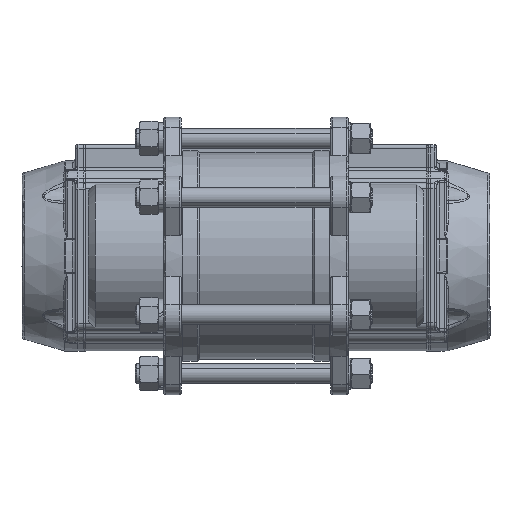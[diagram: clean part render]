
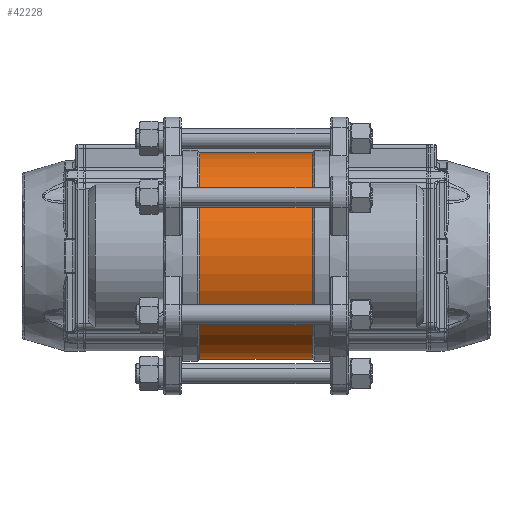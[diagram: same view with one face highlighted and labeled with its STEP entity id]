
A CAD part, front view. The second image highlights one B-rep face of the part: STEP entity #42228.
In plain terms, the highlighted cylindrical face has radius 83 mm (diameter 166 mm), a partial arc.
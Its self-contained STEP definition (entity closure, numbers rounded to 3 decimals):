
#3647=CIRCLE('',#45429,83.);
#3649=CIRCLE('',#45432,83.);
#5488=CYLINDRICAL_SURFACE('',#45434,83.);
#7740=ORIENTED_EDGE('',*,*,#20034,.F.);
#7741=ORIENTED_EDGE('',*,*,#20031,.T.);
#7742=ORIENTED_EDGE('',*,*,#20035,.T.);
#7743=ORIENTED_EDGE('',*,*,#20027,.F.);
#20027=EDGE_CURVE('',#26223,#26225,#3647,.T.);
#20031=EDGE_CURVE('',#26229,#26227,#3649,.T.);
#20034=EDGE_CURVE('',#26229,#26223,#30091,.T.);
#20035=EDGE_CURVE('',#26227,#26225,#30092,.T.);
#26223=VERTEX_POINT('',#78338);
#26225=VERTEX_POINT('',#78341);
#26227=VERTEX_POINT('',#78347);
#26229=VERTEX_POINT('',#78350);
#30091=LINE('',#78355,#32528);
#30092=LINE('',#78356,#32529);
#32528=VECTOR('',#50312,1000.);
#32529=VECTOR('',#50313,1000.);
#35040=EDGE_LOOP('',(#7740,#7741,#7742,#7743));
#38210=FACE_BOUND('',#35040,.T.);
#42228=ADVANCED_FACE('',(#38210),#5488,.T.);
#45429=AXIS2_PLACEMENT_3D('',#78340,#50297,#50298);
#45432=AXIS2_PLACEMENT_3D('',#78349,#50305,#50306);
#45434=AXIS2_PLACEMENT_3D('',#78354,#50310,#50311);
#50297=DIRECTION('',(-1.,0.,0.));
#50298=DIRECTION('',(0.,0.,1.));
#50305=DIRECTION('',(-1.,0.,0.));
#50306=DIRECTION('',(0.,0.,1.));
#50310=DIRECTION('',(-1.,0.,0.));
#50311=DIRECTION('',(0.,0.,1.));
#50312=DIRECTION('',(-1.,0.,0.));
#50313=DIRECTION('',(-1.,0.,0.));
#78338=CARTESIAN_POINT('',(-45.45,0.,-83.));
#78340=CARTESIAN_POINT('',(-45.45,0.,0.));
#78341=CARTESIAN_POINT('',(-45.45,0.,83.));
#78347=CARTESIAN_POINT('',(45.45,0.,83.));
#78349=CARTESIAN_POINT('',(45.45,0.,0.));
#78350=CARTESIAN_POINT('',(45.45,0.,-83.));
#78354=CARTESIAN_POINT('',(0.,0.,0.));
#78355=CARTESIAN_POINT('',(0.,0.,-83.));
#78356=CARTESIAN_POINT('',(0.,0.,83.));
